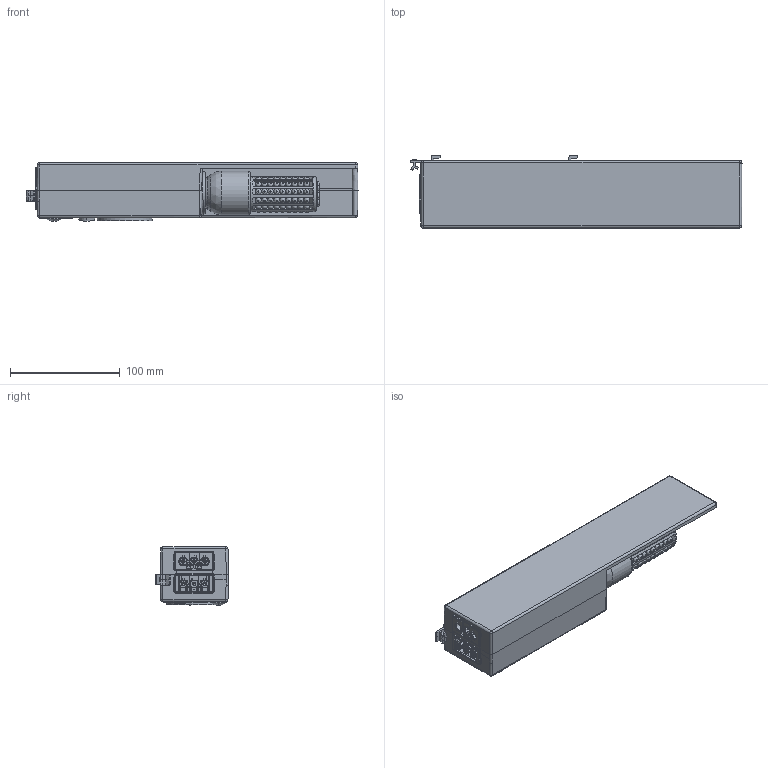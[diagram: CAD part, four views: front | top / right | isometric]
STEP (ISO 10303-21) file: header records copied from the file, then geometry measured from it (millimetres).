
FILE_DESCRIPTION(/* description */ (''),/* implementation_level */ '2;1');
FILE_NAME(/* name */ '101731_LS15_D-LED.stp',/* time_stamp */ '2024-08-03T11:41:19+02:00',/* author */ ('CAD'),/* organization */ (''),/* preprocessor_version */ 'ST-DEVELOPER v15.6',/* originating_system */ 'Autodesk Inventor 2015',/* authorisation */ '');
FILE_SCHEMA (('AUTOMOTIVE_DESIGN { 1 0 10303 214 3 1 1 }'));
Products named in the file (1): 101731_LS15_D-LED_Shrinkwrap_1
Bounding box: 302 x 66.21 x 53.12 mm (x, y, z)
Surface area: 144774.7 mm2 (no closed solid volume)
Topology: 0 solids, 129 shells, 1621 faces, 5599 edges, 4015 vertices
Faces by surface type: plane 1135, cylinder 280, bspline 146, cone 35, sphere 22, torus 3
Full cylindrical faces by diameter (mm): 2.797 x1, 2.8 x2, 3.976 x1, 5 x16, 26.441 x1, 27 x1, 32 x1, 38.2 x3, 39 x1, 40 x1, 50 x1
Entity records: 66465 total; most frequent: CARTESIAN_POINT 18245, ORIENTED_EDGE 9411, DIRECTION 9320, EDGE_CURVE 5535, VERTEX_POINT 4004, LINE 3996, VECTOR 3996, AXIS2_PLACEMENT_3D 2662
